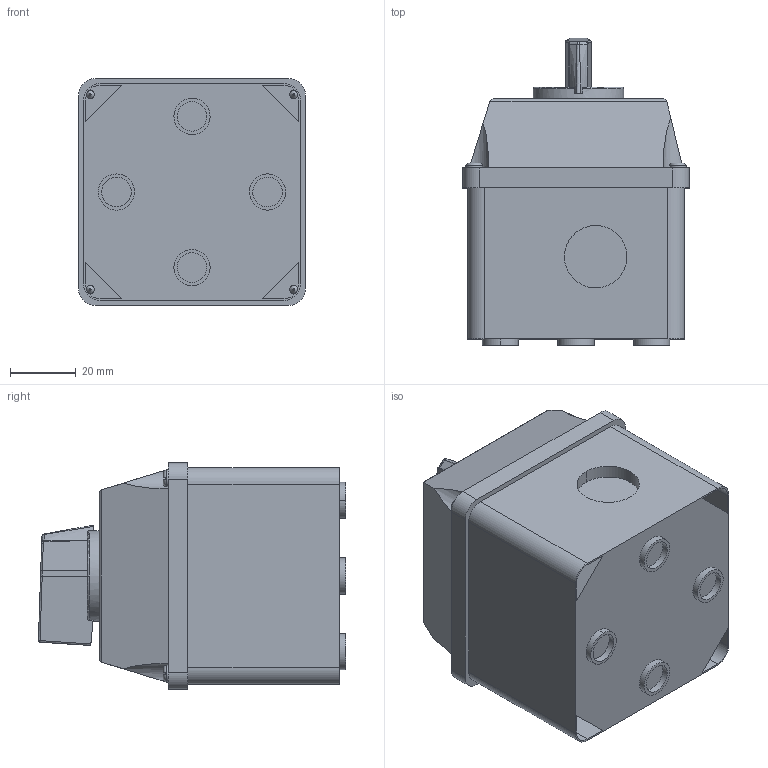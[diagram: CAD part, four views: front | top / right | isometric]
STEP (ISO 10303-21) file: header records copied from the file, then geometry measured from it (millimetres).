
FILE_DESCRIPTION(('TFLEX Exchange Step'),'2;1');
FILE_NAME('4G20 - 2 корпуса.stp', '2024-05-28T13:05:29+03:00',('nikolaeva'),('Unknown organisation'),'TFLEX Exchange 2019.0','T-FLEX CAD','Unknown authorisation');
FILE_SCHEMA( ('AUTOMOTIVE_DESIGN { 1 0 10303 214 1 1 1 1 }') );
Length unit declared in the file: millimetre
Products named in the file (1): BUFFER:00000057095FC990 
Bounding box: 69 x 93.55 x 69 mm (x, y, z)
Volume: 204677.7 mm3; surface area: 86723.7 mm2
Topology: 11 solids, 315 shells, 1049 faces, 3598 edges, 2859 vertices
Faces by surface type: plane 548, cylinder 347, cone 58, torus 57, sphere 26, bspline 13
Full cylindrical faces by diameter (mm): 2.5 x1, 3 x8, 4.5 x1, 5 x4, 9 x1, 10.5 x1, 11 x1, 27.6 x1, 38 x1
Entity records: 57283 total; most frequent: CARTESIAN_POINT 32286, ORIENTED_EDGE 5704, EDGE_CURVE 3589, B_SPLINE_CURVE_WITH_KNOTS 3588, VERTEX_POINT 2864, DIRECTION 2073, EDGE_LOOP 1131, FACE_BOUND 1131
